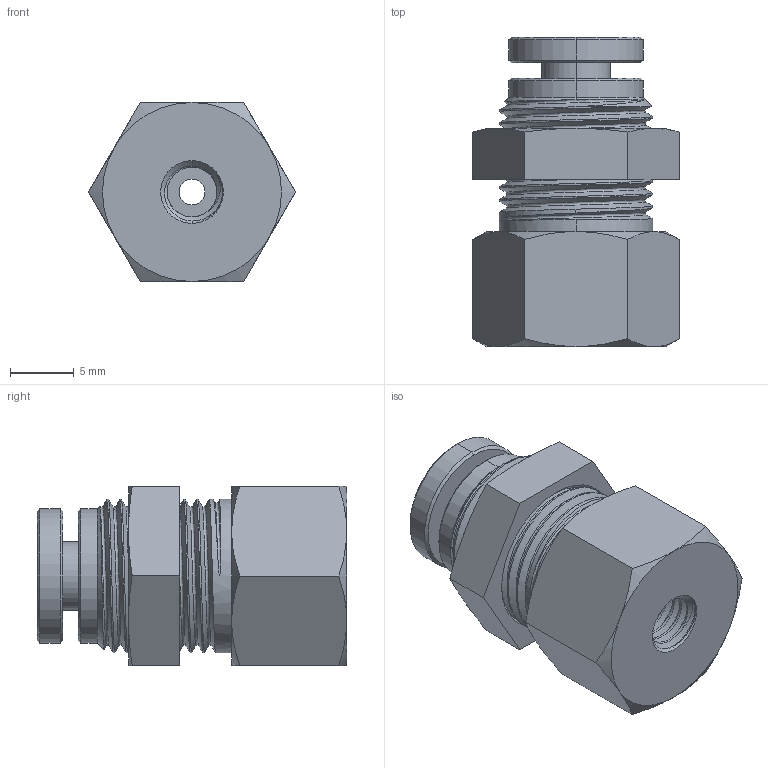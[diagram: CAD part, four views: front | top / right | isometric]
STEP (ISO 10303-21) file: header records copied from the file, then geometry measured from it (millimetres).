
FILE_DESCRIPTION (( 'STEP AP214' ), '1' );
FILE_NAME ('BCS1-8-10-32W.STEP', '2018-07-11T20:27:12', ( '' ), ( '' ), 'SwSTEP 2.0', 'SolidWorks 2016', '' );
FILE_SCHEMA (( 'AUTOMOTIVE_DESIGN' ));
Length unit declared in the file: millimetre
Products named in the file (1): BCS1-8-10-32W
Bounding box: 16.17 x 24.2 x 14 mm (x, y, z)
Volume: 2790.1 mm3; surface area: 3485.6 mm2
Topology: 7 solids, 7 shells, 375 faces, 1005 edges, 649 vertices
Faces by surface type: plane 115, cone 114, cylinder 96, bspline 48, torus 2
Entity records: 23581 total; most frequent: CARTESIAN_POINT 10847, ORIENTED_EDGE 2010, DIRECTION 1495, EDGE_CURVE 1005, VERTEX_POINT 649, AXIS2_PLACEMENT_3D 617, B_SPLINE_CURVE_WITH_KNOTS 411, EDGE_LOOP 394
